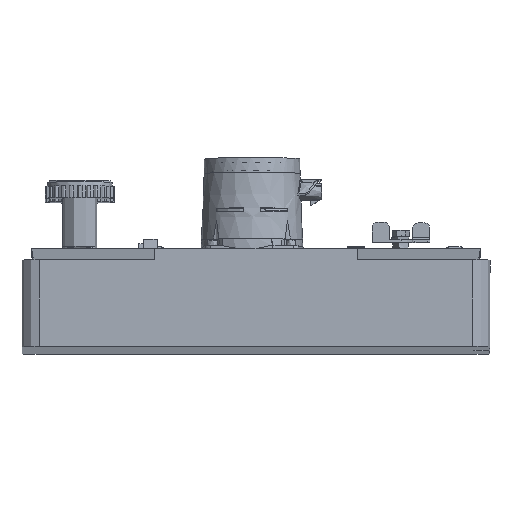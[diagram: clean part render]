
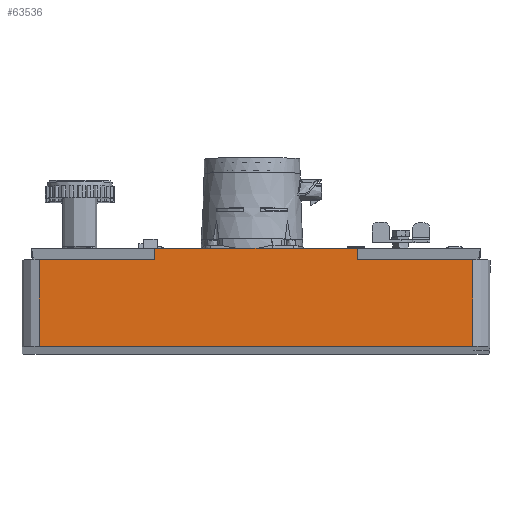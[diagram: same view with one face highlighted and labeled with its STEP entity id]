
A CAD part, left-side view. The second image highlights one B-rep face of the part: STEP entity #63536.
In plain terms, the highlighted planar face has unit normal (-1, 0, 0.028).
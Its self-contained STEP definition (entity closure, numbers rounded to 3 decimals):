
#771=LINE('',#88895,#7235);
#772=LINE('',#88898,#7236);
#773=LINE('',#88900,#7237);
#774=LINE('',#88902,#7238);
#775=LINE('',#88904,#7239);
#776=LINE('',#88906,#7240);
#777=LINE('',#88908,#7241);
#778=LINE('',#88909,#7242);
#7235=VECTOR('',#72342,7.5);
#7236=VECTOR('',#72345,10.);
#7237=VECTOR('',#72346,37.5);
#7238=VECTOR('',#72347,7.5);
#7239=VECTOR('',#72348,10.);
#7240=VECTOR('',#72349,1.);
#7241=VECTOR('',#72350,17.5);
#7242=VECTOR('',#72351,1.);
#14401=PLANE('',#67176);
#18615=FACE_OUTER_BOUND('',#22197,.T.);
#22197=EDGE_LOOP('',(#42947,#42948,#42949,#42950,#42951,#42952,#42953,#42954));
#27117=VERTEX_POINT('',#88891);
#27118=VERTEX_POINT('',#88893);
#27119=VERTEX_POINT('',#88897);
#27120=VERTEX_POINT('',#88899);
#27121=VERTEX_POINT('',#88901);
#27122=VERTEX_POINT('',#88903);
#27123=VERTEX_POINT('',#88905);
#27124=VERTEX_POINT('',#88907);
#33366=EDGE_CURVE('',#27118,#27117,#771,.T.);
#33367=EDGE_CURVE('',#27119,#27117,#772,.T.);
#33368=EDGE_CURVE('',#27120,#27118,#773,.T.);
#33369=EDGE_CURVE('',#27120,#27121,#774,.T.);
#33370=EDGE_CURVE('',#27121,#27122,#775,.T.);
#33371=EDGE_CURVE('',#27122,#27123,#776,.T.);
#33372=EDGE_CURVE('',#27123,#27124,#777,.T.);
#33373=EDGE_CURVE('',#27124,#27119,#778,.T.);
#42947=ORIENTED_EDGE('',*,*,#33367,.T.);
#42948=ORIENTED_EDGE('',*,*,#33366,.F.);
#42949=ORIENTED_EDGE('',*,*,#33368,.F.);
#42950=ORIENTED_EDGE('',*,*,#33369,.T.);
#42951=ORIENTED_EDGE('',*,*,#33370,.T.);
#42952=ORIENTED_EDGE('',*,*,#33371,.T.);
#42953=ORIENTED_EDGE('',*,*,#33372,.T.);
#42954=ORIENTED_EDGE('',*,*,#33373,.T.);
#63536=ADVANCED_FACE('',(#18615),#14401,.T.);
#67176=AXIS2_PLACEMENT_3D('',#88896,#72343,#72344);
#72342=DIRECTION('',(0.028,0.,1.));
#72343=DIRECTION('center_axis',(-1.,0.,
0.028));
#72344=DIRECTION('ref_axis',(0.028,0.,1.));
#72345=DIRECTION('',(0.,1.,0.));
#72346=DIRECTION('',(0.,1.,0.));
#72347=DIRECTION('',(0.028,0.,1.));
#72348=DIRECTION('',(0.,1.,0.));
#72349=DIRECTION('',(0.028,0.,1.));
#72350=DIRECTION('',(0.,1.,0.));
#72351=DIRECTION('',(-0.028,0.,-1.));
#88891=CARTESIAN_POINT('',(-21.977,17.297,52.719));
#88893=CARTESIAN_POINT('',(-22.186,17.297,45.222));
#88895=CARTESIAN_POINT('',(-22.186,17.297,45.222));
#88896=CARTESIAN_POINT('Origin',(-22.186,-20.203,45.222));
#88897=CARTESIAN_POINT('',(-21.977,7.297,52.719));
#88898=CARTESIAN_POINT('',(-21.977,-0.703,52.719));
#88899=CARTESIAN_POINT('',(-22.186,-20.203,45.222));
#88900=CARTESIAN_POINT('',(-22.186,-20.203,45.222));
#88901=CARTESIAN_POINT('',(-21.977,-20.203,52.719));
#88902=CARTESIAN_POINT('',(-22.186,-20.203,45.222));
#88903=CARTESIAN_POINT('',(-21.977,-10.203,52.719));
#88904=CARTESIAN_POINT('',(-21.977,-20.953,52.719));
#88905=CARTESIAN_POINT('',(-21.949,-10.203,53.719));
#88906=CARTESIAN_POINT('',(-22.075,-10.203,49.21));
#88907=CARTESIAN_POINT('',(-21.949,7.297,53.719));
#88908=CARTESIAN_POINT('',(-21.949,-20.203,53.719));
#88909=CARTESIAN_POINT('',(-22.075,7.297,49.21));
